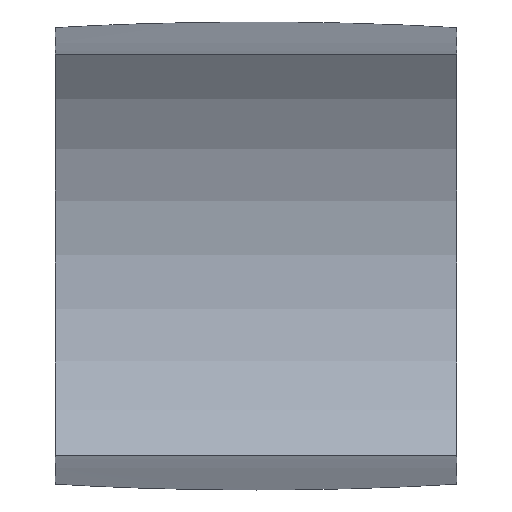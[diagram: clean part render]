
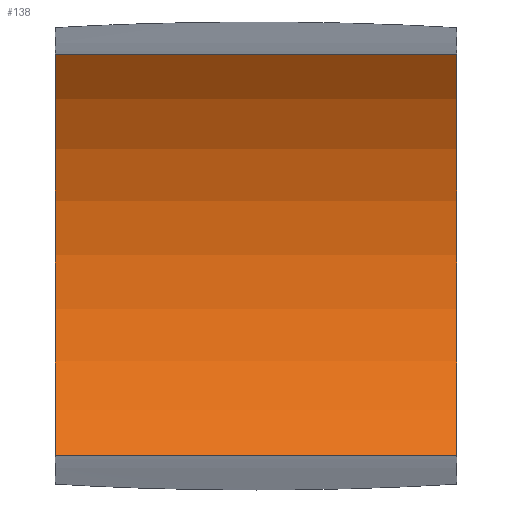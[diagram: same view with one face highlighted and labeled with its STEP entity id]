
A CAD part, top view. The second image highlights one B-rep face of the part: STEP entity #138.
In plain terms, the highlighted cylindrical face has radius 48.5 mm (diameter 97 mm), a partial arc.
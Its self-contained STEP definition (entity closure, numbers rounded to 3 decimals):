
#55=FACE_OUTER_BOUND('',#61,.T.);
#61=EDGE_LOOP('',(#126,#127,#128,#129));
#62=LINE('',#259,#64);
#63=LINE('',#297,#65);
#64=VECTOR('',#192,10.);
#65=VECTOR('',#207,10.);
#70=CIRCLE('',#165,48.5);
#73=CIRCLE('',#171,48.5);
#80=VERTEX_POINT('',#256);
#81=VERTEX_POINT('',#258);
#84=VERTEX_POINT('',#273);
#87=VERTEX_POINT('',#295);
#90=EDGE_CURVE('',#81,#80,#62,.T.);
#95=EDGE_CURVE('',#84,#80,#70,.T.);
#99=EDGE_CURVE('',#87,#84,#63,.T.);
#101=EDGE_CURVE('',#87,#81,#73,.T.);
#126=ORIENTED_EDGE('',*,*,#95,.F.);
#127=ORIENTED_EDGE('',*,*,#99,.F.);
#128=ORIENTED_EDGE('',*,*,#101,.T.);
#129=ORIENTED_EDGE('',*,*,#90,.T.);
#132=CYLINDRICAL_SURFACE('',#172,48.5);
#138=ADVANCED_FACE('',(#55),#132,.F.);
#165=AXIS2_PLACEMENT_3D('',#275,#201,#202);
#171=AXIS2_PLACEMENT_3D('',#301,#214,#215);
#172=AXIS2_PLACEMENT_3D('',#302,#216,#217);
#192=DIRECTION('',(1.,0.,0.));
#201=DIRECTION('center_axis',(-1.,0.,0.));
#202=DIRECTION('ref_axis',(0.,-1.,0.));
#207=DIRECTION('',(1.,0.,0.));
#214=DIRECTION('center_axis',(-1.,0.,0.));
#215=DIRECTION('ref_axis',(0.,1.,0.));
#216=DIRECTION('center_axis',(1.,0.,0.));
#217=DIRECTION('ref_axis',(0.,-1.,0.));
#256=CARTESIAN_POINT('',(30.,-30.,-38.108));
#258=CARTESIAN_POINT('',(-30.,-30.,-38.108));
#259=CARTESIAN_POINT('',(0.,-30.,-38.108));
#273=CARTESIAN_POINT('',(30.,30.,-38.108));
#275=CARTESIAN_POINT('Origin',(30.,0.,0.));
#295=CARTESIAN_POINT('',(-30.,30.,-38.108));
#297=CARTESIAN_POINT('',(0.,30.,-38.108));
#301=CARTESIAN_POINT('Origin',(-30.,0.,0.));
#302=CARTESIAN_POINT('Origin',(0.,0.,0.));
